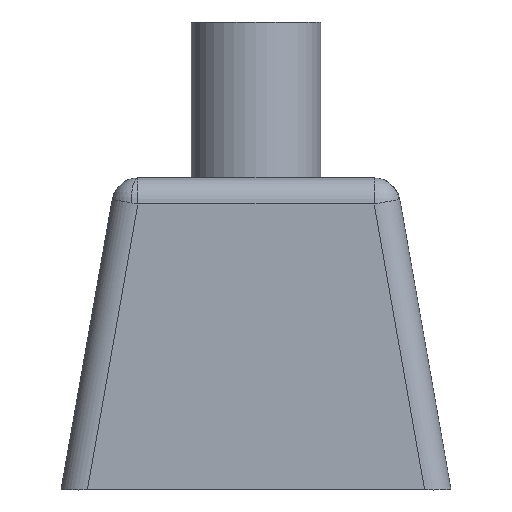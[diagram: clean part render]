
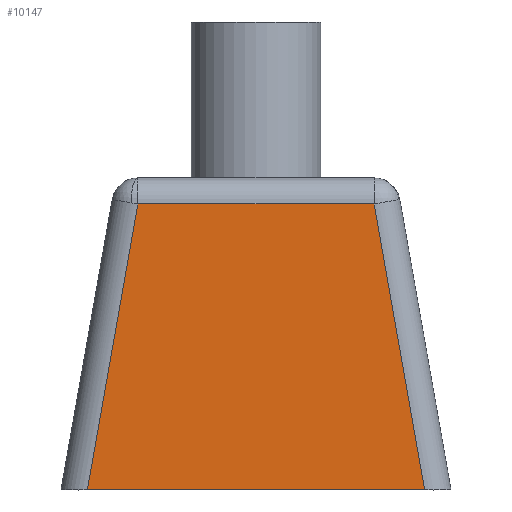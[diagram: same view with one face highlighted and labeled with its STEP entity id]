
A CAD part, front view. The second image highlights one B-rep face of the part: STEP entity #10147.
In plain terms, the highlighted planar face has unit normal (0, -1, 0).
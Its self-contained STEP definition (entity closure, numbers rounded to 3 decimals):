
#9513=CARTESIAN_POINT('Vertex',(-9.09,-8.,-3.)) ;
#9516=CARTESIAN_POINT('Line Origine',(0.,-8.,-3.)) ;
#9520=CARTESIAN_POINT('Vertex',(9.09,-8.,-3.)) ;
#10117=CARTESIAN_POINT('Axis2P3D Location',(0.,-8.,0.)) ;
#10122=CARTESIAN_POINT('Line Origine',(-11.03,-8.,-14.)) ;
#10126=CARTESIAN_POINT('Vertex',(-12.969,-8.,-25.)) ;
#10129=CARTESIAN_POINT('Line Origine',(0.,-8.,-25.)) ;
#10133=CARTESIAN_POINT('Vertex',(12.969,-8.,-25.)) ;
#10136=CARTESIAN_POINT('Line Origine',(11.03,-8.,-14.)) ;
#9517=DIRECTION('Vector Direction',(1.,0.,0.)) ;
#10118=DIRECTION('Axis2P3D Direction',(0.,1.,-0.)) ;
#10119=DIRECTION('Axis2P3D XDirection',(-1.,0.,0.)) ;
#10123=DIRECTION('Vector Direction',(-0.174,0.,-0.985)) ;
#10130=DIRECTION('Vector Direction',(-1.,0.,0.)) ;
#10137=DIRECTION('Vector Direction',(0.174,0.,-0.985)) ;
#10120=AXIS2_PLACEMENT_3D('Plane Axis2P3D',#10117,#10118,#10119) ;
#10142=ORIENTED_EDGE('',*,*,#9522,.F.) ;
#10143=ORIENTED_EDGE('',*,*,#10128,.F.) ;
#10144=ORIENTED_EDGE('',*,*,#10135,.F.) ;
#10145=ORIENTED_EDGE('',*,*,#10140,.F.) ;
#9518=VECTOR('Line Direction',#9517,1.) ;
#10124=VECTOR('Line Direction',#10123,1.) ;
#10131=VECTOR('Line Direction',#10130,1.) ;
#10138=VECTOR('Line Direction',#10137,1.) ;
#10147=ADVANCED_FACE('PartBody',(#10146),#10121,.F.) ;
#9522=EDGE_CURVE('',#9514,#9521,#9519,.T.) ;
#10128=EDGE_CURVE('',#10127,#9514,#10125,.F.) ;
#10135=EDGE_CURVE('',#10134,#10127,#10132,.T.) ;
#10140=EDGE_CURVE('',#9521,#10134,#10139,.T.) ;
#10141=EDGE_LOOP('',(#10142,#10143,#10144,#10145)) ;
#10146=FACE_OUTER_BOUND('',#10141,.T.) ;
#9519=LINE('Line',#9516,#9518) ;
#10125=LINE('Line',#10122,#10124) ;
#10132=LINE('Line',#10129,#10131) ;
#10139=LINE('Line',#10136,#10138) ;
#10121=PLANE('Plane',#10120) ;
#9514=VERTEX_POINT('',#9513) ;
#9521=VERTEX_POINT('',#9520) ;
#10127=VERTEX_POINT('',#10126) ;
#10134=VERTEX_POINT('',#10133) ;
